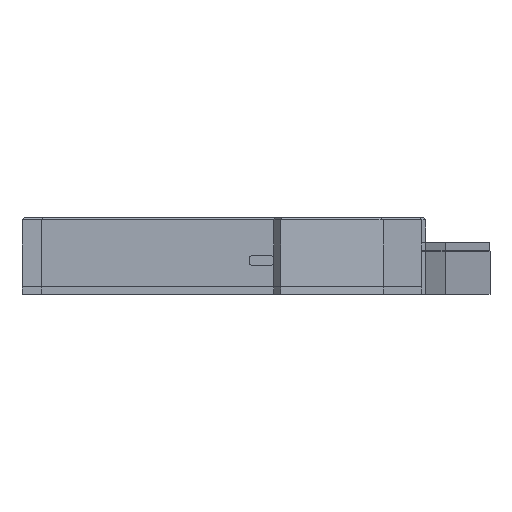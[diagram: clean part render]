
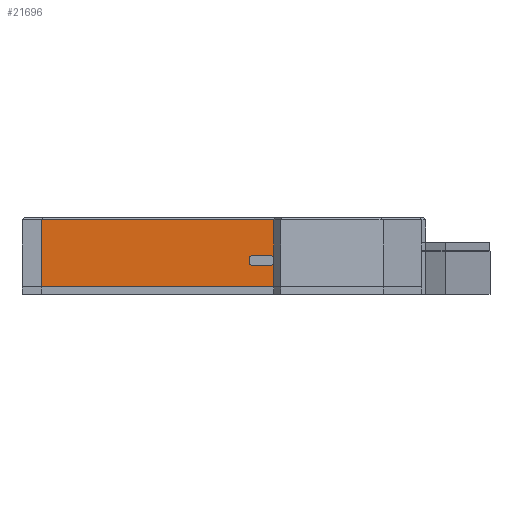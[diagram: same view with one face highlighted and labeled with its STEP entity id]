
A CAD part, left-side view. The second image highlights one B-rep face of the part: STEP entity #21696.
In plain terms, the highlighted planar face has unit normal (-1, 0, 0).
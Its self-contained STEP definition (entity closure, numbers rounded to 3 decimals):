
#101=FACE_BOUND('',#3191,.T.);
#942=PLANE('',#23286);
#2033=FACE_OUTER_BOUND('',#3190,.T.);
#3190=EDGE_LOOP('',(#20219,#20220,#20221,#20222));
#3191=EDGE_LOOP('',(#20223,#20224,#20225,#20226,#20227,#20228,#20229,#20230));
#5497=LINE('',#34496,#8161);
#5501=LINE('',#34508,#8165);
#5518=LINE('',#34544,#8182);
#5694=LINE('',#34915,#8358);
#5831=LINE('',#35229,#8495);
#5836=LINE('',#35243,#8500);
#5840=LINE('',#35254,#8504);
#5841=LINE('',#35255,#8505);
#8161=VECTOR('',#28299,10.);
#8165=VECTOR('',#28311,10.);
#8182=VECTOR('',#28340,10.);
#8358=VECTOR('',#28664,10.);
#8495=VECTOR('',#28937,10.);
#8500=VECTOR('',#28950,10.);
#8504=VECTOR('',#28966,10.);
#8505=VECTOR('',#28967,10.);
#8983=CIRCLE('',#23123,1.);
#8985=CIRCLE('',#23127,1.);
#9015=CIRCLE('',#23279,1.);
#9017=CIRCLE('',#23283,1.);
#10788=VERTEX_POINT('',#34486);
#10789=VERTEX_POINT('',#34488);
#10791=VERTEX_POINT('',#34494);
#10793=VERTEX_POINT('',#34500);
#10795=VERTEX_POINT('',#34506);
#10806=VERTEX_POINT('',#34537);
#10808=VERTEX_POINT('',#34543);
#10929=VERTEX_POINT('',#34913);
#11038=VERTEX_POINT('',#35228);
#11041=VERTEX_POINT('',#35236);
#11043=VERTEX_POINT('',#35242);
#11044=VERTEX_POINT('',#35253);
#13749=EDGE_CURVE('',#10788,#10789,#8983,.T.);
#13753=EDGE_CURVE('',#10788,#10791,#5497,.T.);
#13756=EDGE_CURVE('',#10793,#10791,#8985,.T.);
#13759=EDGE_CURVE('',#10793,#10795,#5501,.T.);
#13776=EDGE_CURVE('',#10806,#10808,#5518,.T.);
#13960=EDGE_CURVE('',#10806,#10929,#5694,.T.);
#14117=EDGE_CURVE('',#11038,#10789,#5831,.T.);
#14121=EDGE_CURVE('',#11041,#11038,#9015,.T.);
#14124=EDGE_CURVE('',#11043,#11041,#5836,.T.);
#14127=EDGE_CURVE('',#10795,#11043,#9017,.T.);
#14130=EDGE_CURVE('',#11044,#10929,#5840,.T.);
#14131=EDGE_CURVE('',#10808,#11044,#5841,.T.);
#20219=ORIENTED_EDGE('',*,*,#13776,.F.);
#20220=ORIENTED_EDGE('',*,*,#13960,.T.);
#20221=ORIENTED_EDGE('',*,*,#14130,.F.);
#20222=ORIENTED_EDGE('',*,*,#14131,.F.);
#20223=ORIENTED_EDGE('',*,*,#14124,.T.);
#20224=ORIENTED_EDGE('',*,*,#14121,.T.);
#20225=ORIENTED_EDGE('',*,*,#14117,.T.);
#20226=ORIENTED_EDGE('',*,*,#13749,.F.);
#20227=ORIENTED_EDGE('',*,*,#13753,.T.);
#20228=ORIENTED_EDGE('',*,*,#13756,.F.);
#20229=ORIENTED_EDGE('',*,*,#13759,.T.);
#20230=ORIENTED_EDGE('',*,*,#14127,.T.);
#21696=ADVANCED_FACE('',(#2033,#101),#942,.T.);
#23123=AXIS2_PLACEMENT_3D('',#34489,#28292,#28293);
#23127=AXIS2_PLACEMENT_3D('',#34502,#28305,#28306);
#23279=AXIS2_PLACEMENT_3D('',#35237,#28944,#28945);
#23283=AXIS2_PLACEMENT_3D('',#35247,#28956,#28957);
#23286=AXIS2_PLACEMENT_3D('',#35252,#28964,#28965);
#28292=DIRECTION('center_axis',(-1.,0.,
0.));
#28293=DIRECTION('ref_axis',(0.,-0.707,-0.707));
#28299=DIRECTION('',(0.,1.,0.));
#28305=DIRECTION('center_axis',(-1.,0.,
0.));
#28306=DIRECTION('ref_axis',(0.,0.707,-0.707));
#28311=DIRECTION('',(0.,0.,1.));
#28340=DIRECTION('',(0.,-1.,0.));
#28664=DIRECTION('',(0.,0.,-1.));
#28937=DIRECTION('',(0.,0.,-1.));
#28944=DIRECTION('center_axis',(1.,0.,
0.));
#28945=DIRECTION('ref_axis',(0.,-1.,0.));
#28950=DIRECTION('',(0.,-1.,0.));
#28956=DIRECTION('center_axis',(1.,0.,
0.));
#28957=DIRECTION('ref_axis',(0.,1.,0.));
#28964=DIRECTION('center_axis',(-1.,0.,
0.));
#28965=DIRECTION('ref_axis',(0.,1.,0.));
#28966=DIRECTION('',(0.,1.,0.));
#28967=DIRECTION('',(0.,0.,-1.));
#34486=CARTESIAN_POINT('',(-59.309,-11.093,4.95));
#34488=CARTESIAN_POINT('',(-59.309,-12.093,5.95));
#34489=CARTESIAN_POINT('Origin',(-59.309,-11.093,5.95));
#34494=CARTESIAN_POINT('',(-59.309,-7.093,4.95));
#34496=CARTESIAN_POINT('',(-59.309,-9.099,4.95));
#34500=CARTESIAN_POINT('',(-59.309,-6.093,5.95));
#34502=CARTESIAN_POINT('Origin',(-59.309,-7.093,5.95));
#34506=CARTESIAN_POINT('',(-59.309,-6.093,6.55));
#34508=CARTESIAN_POINT('',(-59.309,-6.093,11.575));
#34537=CARTESIAN_POINT('',(-59.309,43.958,16.1));
#34543=CARTESIAN_POINT('',(-59.309,-12.105,16.1));
#34544=CARTESIAN_POINT('',(-59.309,12.644,16.1));
#34913=CARTESIAN_POINT('',(-59.309,43.958,0.));
#34915=CARTESIAN_POINT('',(-59.309,43.958,16.6));
#35228=CARTESIAN_POINT('',(-59.309,-12.093,6.55));
#35229=CARTESIAN_POINT('',(-59.309,-12.093,10.775));
#35236=CARTESIAN_POINT('',(-59.309,-11.093,7.55));
#35237=CARTESIAN_POINT('Origin',(-59.309,-11.093,6.55));
#35242=CARTESIAN_POINT('',(-59.309,-7.093,7.55));
#35243=CARTESIAN_POINT('',(-59.309,-11.599,7.55));
#35247=CARTESIAN_POINT('Origin',(-59.309,-7.093,6.55));
#35252=CARTESIAN_POINT('Origin',(-59.309,-12.105,16.6));
#35253=CARTESIAN_POINT('',(-59.309,-12.105,0.));
#35254=CARTESIAN_POINT('',(-59.309,-12.105,0.));
#35255=CARTESIAN_POINT('',(-59.309,-12.105,16.6));
